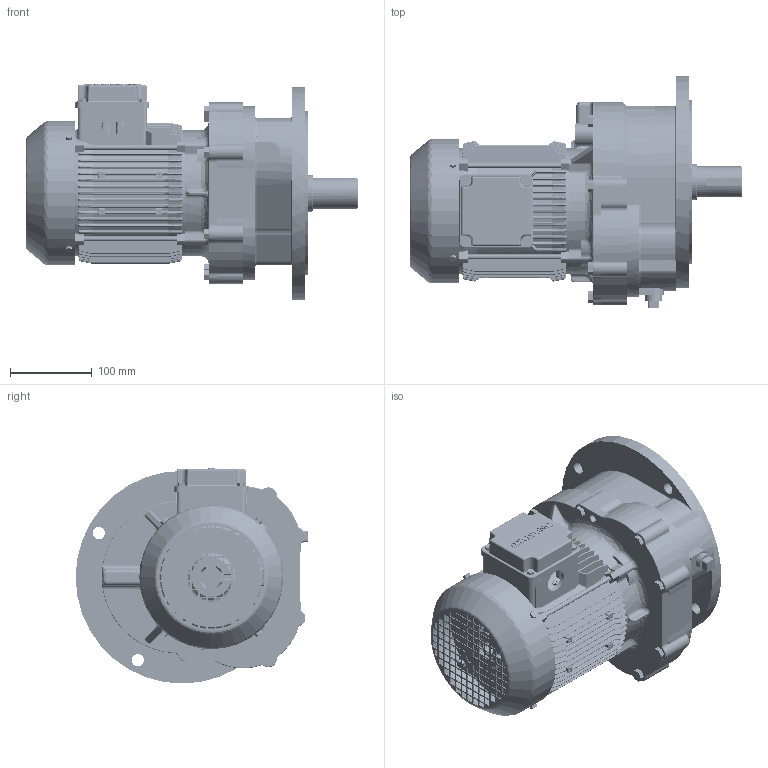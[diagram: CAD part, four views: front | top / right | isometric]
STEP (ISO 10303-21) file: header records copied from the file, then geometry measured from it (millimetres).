
FILE_DESCRIPTION (( 'STEP AP214' ), '1' );
FILE_NAME ('EK2DO100766H0001_F1VA15_0.75KW_R40~120_CUSTOMER.stp', '2024-03-19T23:50:34', ( 'admin' ), ( '' ), 'SwSTEP 2.0', 'SolidWorks 2022', '' );
FILE_SCHEMA (( 'AUTOMOTIVE_DESIGN' ));
Length unit declared in the file: millimetre
Products named in the file (1): EK2DO100766H0001_F1VA15_0.75KW_R40~120_CUSTOMER
Bounding box: 406 x 284.67 x 263 mm (x, y, z)
Volume: 5833799.3 mm3; surface area: 913350.8 mm2
Topology: 29 solids, 31 shells, 6718 faces, 16862 edges, 10203 vertices
Faces by surface type: bspline 2704, cylinder 2180, plane 1481, cone 297, torus 51, sphere 5
Entity records: 282774 total; most frequent: CARTESIAN_POINT 133266, ORIENTED_EDGE 33496, DIRECTION 26239, EDGE_CURVE 16748, VERTEX_POINT 10203, AXIS2_PLACEMENT_3D 10068, EDGE_LOOP 7173, ADVANCED_FACE 6718
